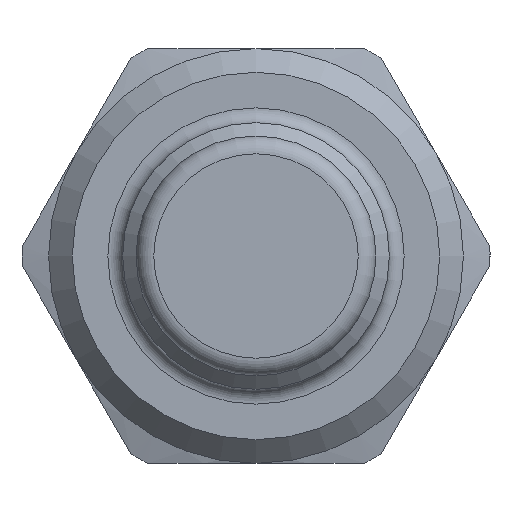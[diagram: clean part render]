
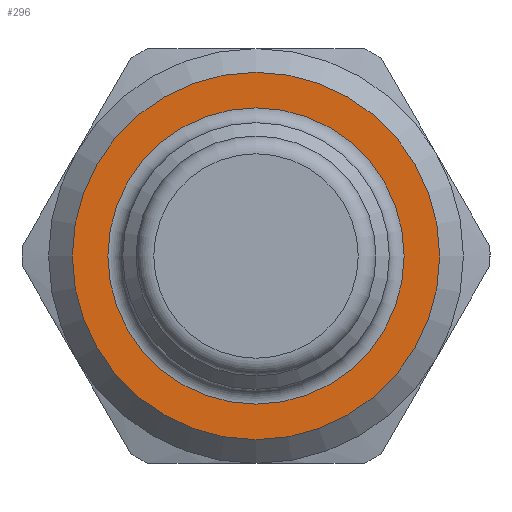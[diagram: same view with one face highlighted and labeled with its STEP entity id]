
A CAD part, left-side view. The second image highlights one B-rep face of the part: STEP entity #296.
In plain terms, the highlighted planar face has unit normal (-1, 0, 0).
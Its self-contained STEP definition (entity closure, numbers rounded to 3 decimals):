
#194=CARTESIAN_POINT('',(14.1,6.2,0.));
#195=VERTEX_POINT('',#194);
#196=CARTESIAN_POINT('',(14.1,0.0,0.0));
#197=DIRECTION('',(1.0,0.0,0.0));
#198=DIRECTION('',(0.0,-1.0,0.0));
#199=AXIS2_PLACEMENT_3D('',#196,#197,#198);
#200=CIRCLE('',#199,6.2);
#201=EDGE_CURVE('',#195,#195,#200,.T.);
#277=CARTESIAN_POINT('',(14.1,5.75,0.0));
#278=DIRECTION('',(-1.0,0.0,0.0));
#279=DIRECTION('',(0.0,0.0,1.0));
#280=AXIS2_PLACEMENT_3D('',#277,#278,#279);
#281=PLANE('',#280);
#282=ORIENTED_EDGE('',*,*,#201,.F.);
#283=EDGE_LOOP('',(#282));
#284=FACE_OUTER_BOUND('',#283,.T.);
#285=CARTESIAN_POINT('',(14.1,5.,0.));
#286=VERTEX_POINT('',#285);
#287=CARTESIAN_POINT('',(14.1,0.0,0.0));
#288=DIRECTION('',(-1.0,0.0,0.0));
#289=DIRECTION('',(0.0,-1.0,0.0));
#290=AXIS2_PLACEMENT_3D('',#287,#288,#289);
#291=CIRCLE('',#290,5.);
#292=EDGE_CURVE('',#286,#286,#291,.T.);
#293=ORIENTED_EDGE('',*,*,#292,.F.);
#294=EDGE_LOOP('',(#293));
#295=FACE_BOUND('',#294,.T.);
#296=ADVANCED_FACE('',(#284,#295),#281,.T.);
